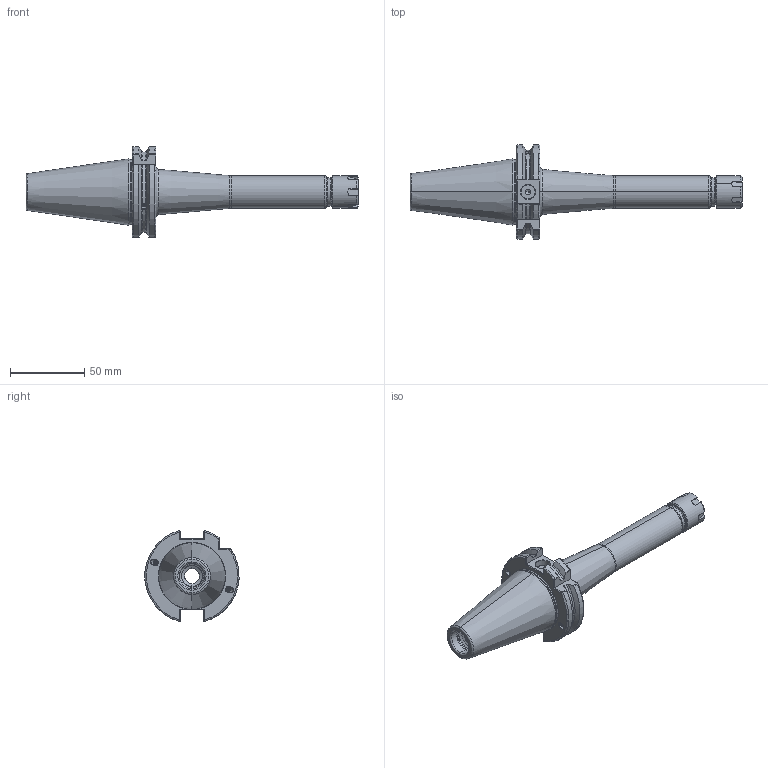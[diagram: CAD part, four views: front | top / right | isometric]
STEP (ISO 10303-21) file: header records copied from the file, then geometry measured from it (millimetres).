
FILE_DESCRIPTION (( 'STEP AP203' ), '1' );
FILE_NAME ('403.02.07.10.2.STEP', '2016-07-16T02:55:18', ( '' ), ( '' ), 'SwSTEP 2.0', 'SolidWorks 2012', '' );
FILE_SCHEMA (( 'CONFIG_CONTROL_DESIGN' ));
Length unit declared in the file: millimetre
Products named in the file (3): 403.02.07.10.2; 2-01.300.0160180D4_ER16螺帽(M型)
Assembly tree (2 placements, depth 2):
  403.02.07.10.2
    403.02.07.10.2
    2-01.300.0160180D4_ER16螺帽(M型)
Bounding box: 223.6 x 63.33 x 61.24 mm (x, y, z)
Volume: 140404.1 mm3; surface area: 42064 mm2
Topology: 2 solids, 2 shells, 504 faces, 1383 edges, 868 vertices
Faces by surface type: cylinder 246, plane 101, torus 65, bspline 49, cone 43
Entity records: 33266 total; most frequent: CARTESIAN_POINT 21987, ORIENTED_EDGE 2734, DIRECTION 1866, EDGE_CURVE 1367, VERTEX_POINT 868, AXIS2_PLACEMENT_3D 710, EDGE_LOOP 517, ADVANCED_FACE 504
